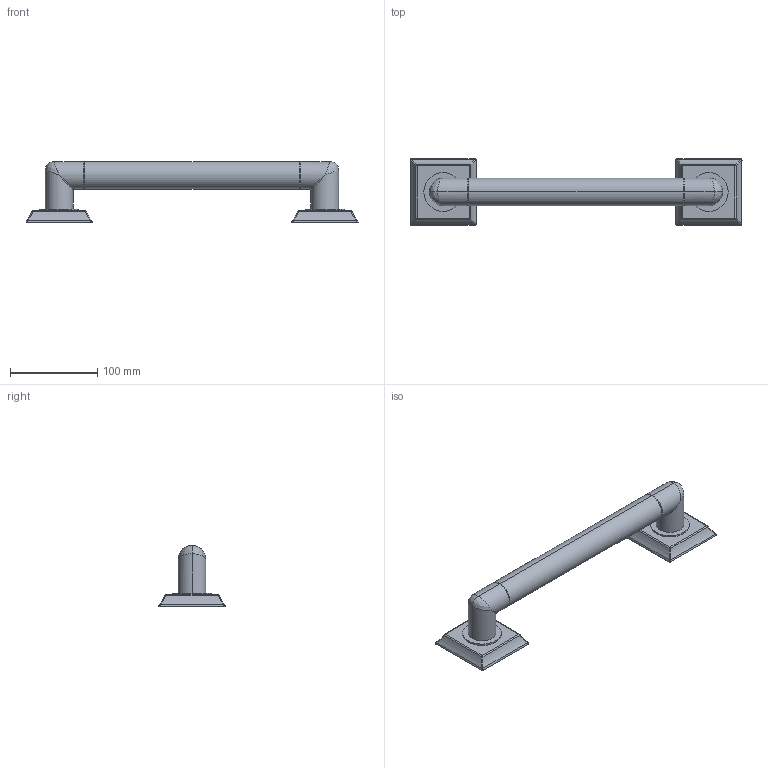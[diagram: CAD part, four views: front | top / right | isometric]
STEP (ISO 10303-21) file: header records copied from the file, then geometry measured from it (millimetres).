
FILE_DESCRIPTION((''),'2;1');
FILE_NAME('2570-3912','2021-06-15T08:05:31',('rsmith'),(''),'CREO PARAMETRIC BY PTC INC, 2018400','CREO PARAMETRIC BY PTC INC, 2018400','');
FILE_SCHEMA(('AUTOMOTIVE_DESIGN { 1 0 10303 214 1 1 1 1 }'));
Length unit declared in the file: inch
Products named in the file (1): 2570-3912
Bounding box: 381 x 76.2 x 69.98 mm (x, y, z)
Volume: 434268.4 mm3; surface area: 64450.2 mm2
Topology: 1 solids, 1 shells, 84 faces, 170 edges, 92 vertices
Faces by surface type: cylinder 38, bspline 24, sphere 8, cone 8, plane 6
Entity records: 4186 total; most frequent: CARTESIAN_POINT 1876, ORIENTED_EDGE 340, DIRECTION 310, PRESENTATION_STYLE_ASSIGNMENT 171, STYLED_ITEM 171, CURVE_STYLE 170, EDGE_CURVE 170, COLOUR_RGB 146
